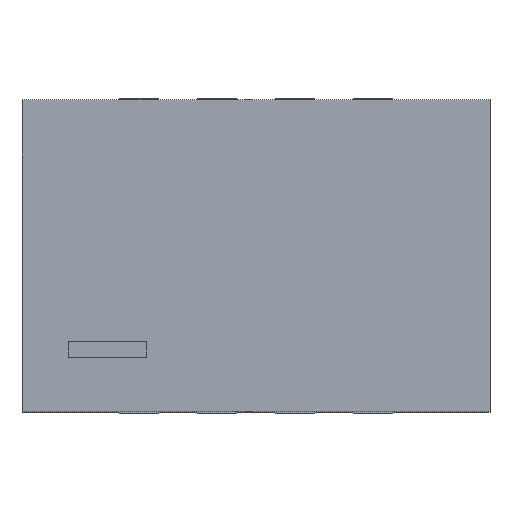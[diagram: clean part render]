
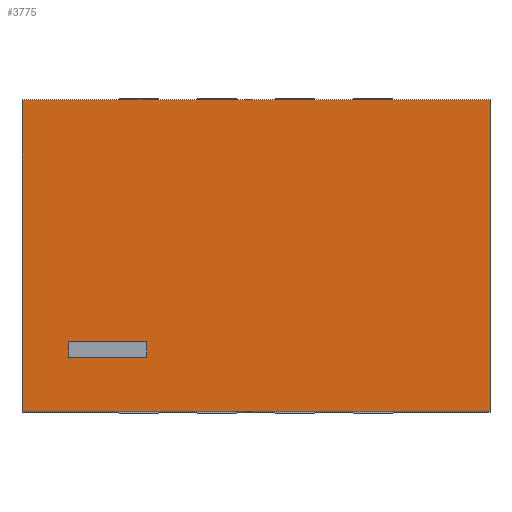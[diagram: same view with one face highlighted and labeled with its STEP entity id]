
A CAD part, top view. The second image highlights one B-rep face of the part: STEP entity #3775.
In plain terms, the highlighted planar face has unit normal (0, 0, 1).
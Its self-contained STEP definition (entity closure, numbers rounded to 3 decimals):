
#112 = PLANE ( 'NONE',  #2642 ) ;
#269 = ORIENTED_EDGE ( 'NONE', *, *, #498, .T. ) ;
#323 = ORIENTED_EDGE ( 'NONE', *, *, #1966, .T. ) ;
#347 = EDGE_CURVE ( 'NONE', #2753, #2384, #3709, .T. ) ;
#383 = CARTESIAN_POINT ( 'NONE',  ( -1.2, -0.55, 0.75 ) ) ;
#454 = DIRECTION ( 'NONE',  ( 0., 0., 1. ) ) ;
#470 = ORIENTED_EDGE ( 'NONE', *, *, #646, .T. ) ;
#498 = EDGE_CURVE ( 'NONE', #3912, #2753, #895, .T. ) ;
#503 = LINE ( 'NONE', #3427, #1233 ) ;
#629 = VECTOR ( 'NONE', #2788, 1000. ) ;
#646 = EDGE_CURVE ( 'NONE', #2837, #3912, #2646, .T. ) ;
#819 = ORIENTED_EDGE ( 'NONE', *, *, #347, .T. ) ;
#826 = CARTESIAN_POINT ( 'NONE',  ( -0.7, -0.55, 0.75 ) ) ;
#895 = LINE ( 'NONE', #3114, #2455 ) ;
#936 = CARTESIAN_POINT ( 'NONE',  ( -1.2, 0., 0.75 ) ) ;
#948 = VECTOR ( 'NONE', #3861, 1000. ) ;
#1006 = CARTESIAN_POINT ( 'NONE',  ( -1.5, -1., 0.75 ) ) ;
#1010 = DIRECTION ( 'NONE',  ( 1., 0., 0. ) ) ;
#1166 = EDGE_CURVE ( 'NONE', #3734, #3995, #2064, .T. ) ;
#1203 = ORIENTED_EDGE ( 'NONE', *, *, #3033, .T. ) ;
#1228 = VECTOR ( 'NONE', #2500, 1000. ) ;
#1233 = VECTOR ( 'NONE', #1577, 1000. ) ;
#1234 = CARTESIAN_POINT ( 'NONE',  ( 1.5, -1., 0.75 ) ) ;
#1278 = DIRECTION ( 'NONE',  ( -1., 0., 0. ) ) ;
#1311 = CARTESIAN_POINT ( 'NONE',  ( -1.2, -0.65, 0.75 ) ) ;
#1410 = EDGE_LOOP ( 'NONE', ( #3824, #1675, #3095, #323 ) ) ;
#1500 = VERTEX_POINT ( 'NONE', #1311 ) ;
#1577 = DIRECTION ( 'NONE',  ( -1., 0., 0. ) ) ;
#1675 = ORIENTED_EDGE ( 'NONE', *, *, #3644, .T. ) ;
#1732 = CARTESIAN_POINT ( 'NONE',  ( -0.7, -0.65, 0.75 ) ) ;
#1848 = DIRECTION ( 'NONE',  ( 0., 1., 0. ) ) ;
#1879 = CARTESIAN_POINT ( 'NONE',  ( 0., -0.55, 0.75 ) ) ;
#1960 = LINE ( 'NONE', #3158, #3940 ) ;
#1966 = EDGE_CURVE ( 'NONE', #1500, #3734, #3827, .T. ) ;
#2064 = LINE ( 'NONE', #1879, #1228 ) ;
#2323 = VECTOR ( 'NONE', #2663, 1000. ) ;
#2325 = CARTESIAN_POINT ( 'NONE',  ( 0., 0., 0.75 ) ) ;
#2358 = CARTESIAN_POINT ( 'NONE',  ( -0.7, 0., 0.75 ) ) ;
#2384 = VERTEX_POINT ( 'NONE', #1006 ) ;
#2413 = LINE ( 'NONE', #2358, #2323 ) ;
#2455 = VECTOR ( 'NONE', #1278, 1000. ) ;
#2500 = DIRECTION ( 'NONE',  ( 1., 0., 0. ) ) ;
#2544 = VECTOR ( 'NONE', #1848, 1000. ) ;
#2627 = DIRECTION ( 'NONE',  ( 1., 0., 0. ) ) ;
#2642 = AXIS2_PLACEMENT_3D ( 'NONE', #2325, #454, #2627 ) ;
#2646 = LINE ( 'NONE', #3387, #2544 ) ;
#2663 = DIRECTION ( 'NONE',  ( 0., -1., 0. ) ) ;
#2753 = VERTEX_POINT ( 'NONE', #3332 ) ;
#2788 = DIRECTION ( 'NONE',  ( 0., 1., 0. ) ) ;
#2837 = VERTEX_POINT ( 'NONE', #1234 ) ;
#2889 = EDGE_CURVE ( 'NONE', #3611, #1500, #503, .T. ) ;
#2935 = FACE_BOUND ( 'NONE', #1410, .T. ) ;
#2960 = CARTESIAN_POINT ( 'NONE',  ( 1.5, 1., 0.75 ) ) ;
#3033 = EDGE_CURVE ( 'NONE', #2384, #2837, #1960, .T. ) ;
#3095 = ORIENTED_EDGE ( 'NONE', *, *, #2889, .T. ) ;
#3114 = CARTESIAN_POINT ( 'NONE',  ( 0., 1., 0.75 ) ) ;
#3158 = CARTESIAN_POINT ( 'NONE',  ( 0., -1., 0.75 ) ) ;
#3212 = CARTESIAN_POINT ( 'NONE',  ( -1.5, 0., 0.75 ) ) ;
#3332 = CARTESIAN_POINT ( 'NONE',  ( -1.5, 1., 0.75 ) ) ;
#3387 = CARTESIAN_POINT ( 'NONE',  ( 1.5, 0., 0.75 ) ) ;
#3427 = CARTESIAN_POINT ( 'NONE',  ( 0., -0.65, 0.75 ) ) ;
#3611 = VERTEX_POINT ( 'NONE', #1732 ) ;
#3644 = EDGE_CURVE ( 'NONE', #3995, #3611, #2413, .T. ) ;
#3709 = LINE ( 'NONE', #3212, #948 ) ;
#3734 = VERTEX_POINT ( 'NONE', #383 ) ;
#3751 = FACE_OUTER_BOUND ( 'NONE', #3759, .T. ) ;
#3759 = EDGE_LOOP ( 'NONE', ( #819, #1203, #470, #269 ) ) ;
#3775 = ADVANCED_FACE ( 'NONE', ( #2935, #3751 ), #112, .T. ) ;
#3824 = ORIENTED_EDGE ( 'NONE', *, *, #1166, .T. ) ;
#3827 = LINE ( 'NONE', #936, #629 ) ;
#3861 = DIRECTION ( 'NONE',  ( 0., -1., 0. ) ) ;
#3912 = VERTEX_POINT ( 'NONE', #2960 ) ;
#3940 = VECTOR ( 'NONE', #1010, 1000. ) ;
#3995 = VERTEX_POINT ( 'NONE', #826 ) ;
